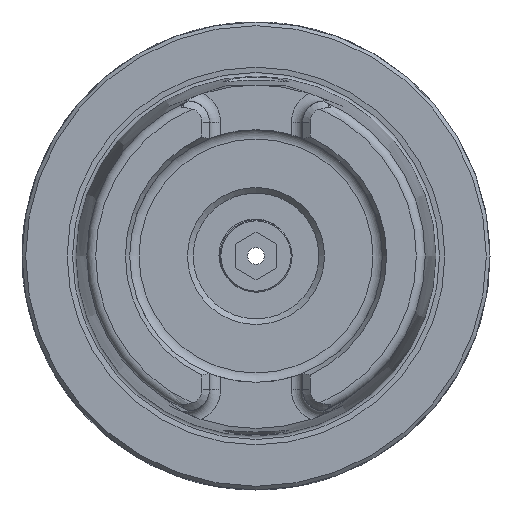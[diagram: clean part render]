
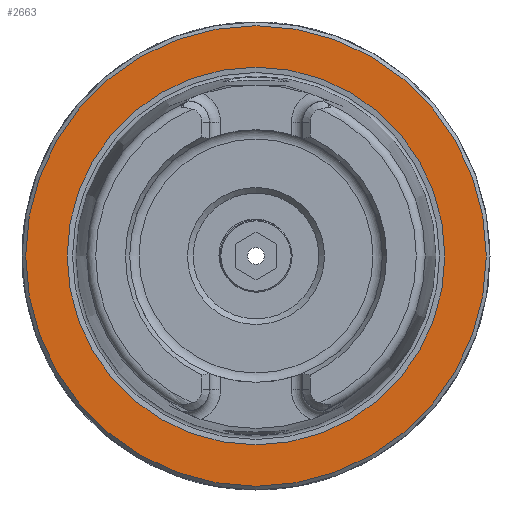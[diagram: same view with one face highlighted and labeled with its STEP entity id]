
A CAD part, left-side view. The second image highlights one B-rep face of the part: STEP entity #2663.
In plain terms, the highlighted planar face has unit normal (-1, 0, 0).
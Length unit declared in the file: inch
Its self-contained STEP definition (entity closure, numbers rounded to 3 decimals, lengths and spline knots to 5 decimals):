
#2629=CARTESIAN_POINT('',(0.0,1.22047,0.));
#2630=VERTEX_POINT('',#2629);
#2631=CARTESIAN_POINT('',(0.0,0.0,0.0));
#2632=DIRECTION('',(1.0,0.0,0.0));
#2633=DIRECTION('',(0.0,-1.0,0.0));
#2634=AXIS2_PLACEMENT_3D('',#2631,#2632,#2633);
#2635=CIRCLE('',#2634,1.22047);
#2636=EDGE_CURVE('',#2630,#2630,#2635,.T.);
#2644=CARTESIAN_POINT('',(0.0,0.62008,0.0));
#2645=DIRECTION('',(-1.0,0.0,0.0));
#2646=DIRECTION('',(0.0,0.0,1.0));
#2647=AXIS2_PLACEMENT_3D('',#2644,#2645,#2646);
#2648=PLANE('',#2647);
#2649=ORIENTED_EDGE('',*,*,#2636,.F.);
#2650=EDGE_LOOP('',(#2649));
#2651=FACE_OUTER_BOUND('',#2650,.T.);
#2652=CARTESIAN_POINT('',(0.0,1.0008,0.0));
#2653=VERTEX_POINT('',#2652);
#2654=CARTESIAN_POINT('',(0.0,0.0,0.0));
#2655=DIRECTION('',(1.0,0.0,0.0));
#2656=DIRECTION('',(0.0,1.0,0.0));
#2657=AXIS2_PLACEMENT_3D('',#2654,#2655,#2656);
#2658=CIRCLE('',#2657,1.0008);
#2659=EDGE_CURVE('',#2653,#2653,#2658,.T.);
#2660=ORIENTED_EDGE('',*,*,#2659,.T.);
#2661=EDGE_LOOP('',(#2660));
#2662=FACE_BOUND('',#2661,.T.);
#2663=ADVANCED_FACE('',(#2651,#2662),#2648,.T.);
